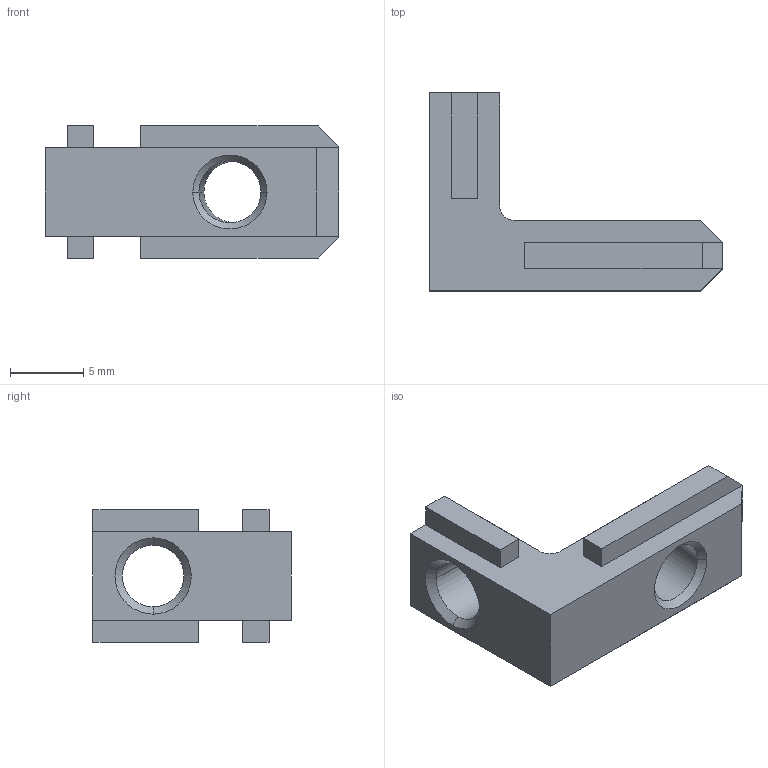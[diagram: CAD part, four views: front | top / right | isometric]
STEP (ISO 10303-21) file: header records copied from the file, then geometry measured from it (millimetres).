
FILE_DESCRIPTION (( 'STEP AP214' ), '1' );
FILE_NAME ('SNSD.30.52.33 Âíóòðåííèé óãëîâîé ñîåäèíèòåëü 6-A(H19).STEP', '2015-01-13T13:38:50', ( 'XTreme.ws' ), ( 'XTreme.ws' ), 'SwSTEP 2.0', 'SolidWorks 2014', '' );
FILE_SCHEMA (( 'AUTOMOTIVE_DESIGN' ));
Length unit declared in the file: millimetre
Products named in the file (2): SNSD.30.52.33  Âíóòðåííèé óãëîâîé ñîåäèíèòåëü 6-A(H19)
Bounding box: 20 x 13.5 x 9 mm (x, y, z)
Volume: 783 mm3; surface area: 857.3 mm2
Topology: 1 solids, 1 shells, 41 faces, 109 edges, 70 vertices
Faces by surface type: plane 28, cylinder 5, bspline 4, cone 4
Entity records: 2274 total; most frequent: CARTESIAN_POINT 1178, ORIENTED_EDGE 218, DIRECTION 189, EDGE_CURVE 109, VECTOR 83, LINE 83, VERTEX_POINT 70, AXIS2_PLACEMENT_3D 53
